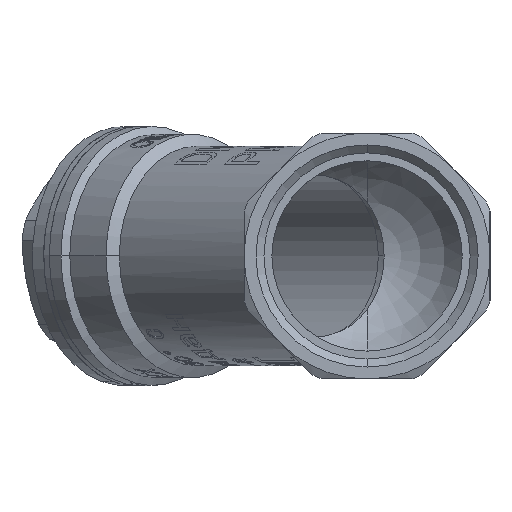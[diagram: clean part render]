
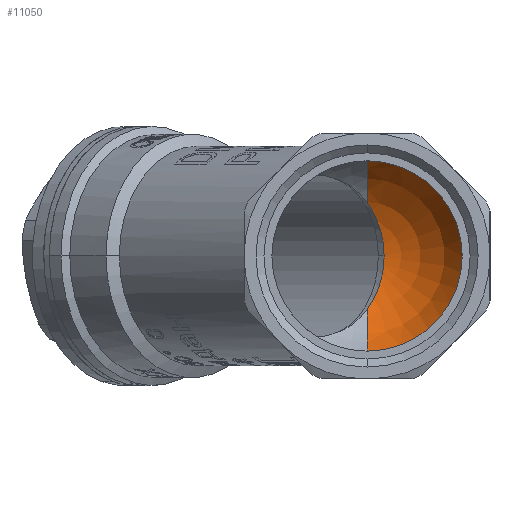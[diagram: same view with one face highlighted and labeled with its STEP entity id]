
A CAD part, left-side view. The second image highlights one B-rep face of the part: STEP entity #11050.
In plain terms, the highlighted toroidal (fillet/blend) face has major radius 0.293 mm and minor radius 20 mm.
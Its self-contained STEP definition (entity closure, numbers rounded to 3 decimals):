
#722 = CARTESIAN_POINT ( 'NONE',  ( -3.571, -1.755, 7.164 ) ) ;
#2110 = VERTEX_POINT ( 'NONE', #31213 ) ;
#2646 = EDGE_CURVE ( 'NONE', #17855, #22163, #26113, .T. ) ;
#3663 = TOROIDAL_SURFACE ( 'NONE', #26146, 0.293, 20. ) ;
#4940 = CARTESIAN_POINT ( 'NONE',  ( -4.907, 0., -10.17 ) ) ;
#5559 = CARTESIAN_POINT ( 'NONE',  ( -4.181, -0.948, 8.726 ) ) ;
#5867 = DIRECTION ( 'NONE',  ( -1., 0., 0. ) ) ;
#6459 = ORIENTED_EDGE ( 'NONE', *, *, #38637, .F. ) ;
#8358 = CARTESIAN_POINT ( 'NONE',  ( -22.298, 0., 0. ) ) ;
#8513 = CARTESIAN_POINT ( 'NONE',  ( -22.298, 0., -0.293 ) ) ;
#10408 = CARTESIAN_POINT ( 'NONE',  ( -4.713, -0.251, 9.829 ) ) ;
#11050 = ADVANCED_FACE ( 'NONE', ( #41225 ), #3663, .F. ) ;
#11724 = CIRCLE ( 'NONE', #58933, 18. ) ;
#12136 = CARTESIAN_POINT ( 'NONE',  ( -4.907, 0., 10.17 ) ) ;
#13303 = DIRECTION ( 'NONE',  ( 0., 0., 1. ) ) ;
#13398 = CARTESIAN_POINT ( 'NONE',  ( -22.298, 0., 0.293 ) ) ;
#14168 = VERTEX_POINT ( 'NONE', #50233 ) ;
#17855 = VERTEX_POINT ( 'NONE', #4940 ) ;
#18254 = DIRECTION ( 'NONE',  ( 0., 0., -1. ) ) ;
#19830 = CARTESIAN_POINT ( 'NONE',  ( -2.713, -2.937, 3.235 ) ) ;
#20242 = EDGE_LOOP ( 'NONE', ( #29241, #49145, #47174, #22712, #6459 ) ) ;
#22163 = VERTEX_POINT ( 'NONE', #30990 ) ;
#22712 = ORIENTED_EDGE ( 'NONE', *, *, #30727, .F. ) ;
#24640 = CARTESIAN_POINT ( 'NONE',  ( -2.926, -2.635, 4.584 ) ) ;
#26113 = B_SPLINE_CURVE_WITH_KNOTS ( 'NONE', 3,
 ( #48953, #48961, #49034, #48834, #48750, #48683, #48675, #48542, #48464, #48325, #48258, #48203, #48133, #48062 ),
 .UNSPECIFIED., .F., .F.,
 ( 4, 2, 2, 2, 2, 2, 4 ),
 ( 0.014, 0.016, 0.017, 0.02, 0.021, 0.023, 0.025 ),
 .UNSPECIFIED. ) ;
#26146 = AXIS2_PLACEMENT_3D ( 'NONE', #8358, #36822, #42425 ) ;
#29241 = ORIENTED_EDGE ( 'NONE', *, *, #2646, .F. ) ;
#29438 = CARTESIAN_POINT ( 'NONE',  ( -3.32, -2.093, 6.336 ) ) ;
#30727 = EDGE_CURVE ( 'NONE', #34916, #14168, #61567, .T. ) ;
#30990 = CARTESIAN_POINT ( 'NONE',  ( -2.514, -3.228, 0. ) ) ;
#31213 = CARTESIAN_POINT ( 'NONE',  ( -13., 0., -18. ) ) ;
#34029 = CARTESIAN_POINT ( 'NONE',  ( -2.514, -3.228, 0. ) ) ;
#34246 = CARTESIAN_POINT ( 'NONE',  ( -4.02, -1.16, 8.343 ) ) ;
#34553 = CARTESIAN_POINT ( 'NONE',  ( -13., 0., 0. ) ) ;
#34916 = VERTEX_POINT ( 'NONE', #12136 ) ;
#36822 = DIRECTION ( 'NONE',  ( -1., 0., 0. ) ) ;
#38623 = B_SPLINE_CURVE_WITH_KNOTS ( 'NONE', 3,
 ( #34029, #43662, #48449, #19830, #53227, #24640, #57987, #29438, #722, #34246, #5559, #39050, #10408, #43884 ),
 .UNSPECIFIED., .F., .F.,
 ( 4, 2, 2, 2, 2, 2, 4 ),
 ( 0.025, 0.028, 0.03, 0.031, 0.034, 0.035, 0.037 ),
 .UNSPECIFIED. ) ;
#38637 = EDGE_CURVE ( 'NONE', #22163, #34916, #38623, .T. ) ;
#39050 = CARTESIAN_POINT ( 'NONE',  ( -4.528, -0.492, 9.47 ) ) ;
#39343 = DIRECTION ( 'NONE',  ( 0., 0., 1. ) ) ;
#41225 = FACE_OUTER_BOUND ( 'NONE', #20242, .T. ) ;
#41964 = DIRECTION ( 'NONE',  ( 0., 1., 0. ) ) ;
#42425 = DIRECTION ( 'NONE',  ( 0., 0., 1. ) ) ;
#43662 = CARTESIAN_POINT ( 'NONE',  ( -2.514, -3.228, 0.941 ) ) ;
#43884 = CARTESIAN_POINT ( 'NONE',  ( -4.907, 0., 10.17 ) ) ;
#46529 = AXIS2_PLACEMENT_3D ( 'NONE', #8513, #41964, #13303 ) ;
#46896 = DIRECTION ( 'NONE',  ( 0., -1., 0. ) ) ;
#47174 = ORIENTED_EDGE ( 'NONE', *, *, #60140, .T. ) ;
#48062 = CARTESIAN_POINT ( 'NONE',  ( -2.514, -3.228, 0. ) ) ;
#48133 = CARTESIAN_POINT ( 'NONE',  ( -2.514, -3.228, -0.942 ) ) ;
#48203 = CARTESIAN_POINT ( 'NONE',  ( -2.563, -3.152, -1.868 ) ) ;
#48258 = CARTESIAN_POINT ( 'NONE',  ( -2.713, -2.937, -3.235 ) ) ;
#48325 = CARTESIAN_POINT ( 'NONE',  ( -2.775, -2.848, -3.687 ) ) ;
#48449 = CARTESIAN_POINT ( 'NONE',  ( -2.563, -3.152, 1.868 ) ) ;
#48464 = CARTESIAN_POINT ( 'NONE',  ( -2.926, -2.635, -4.584 ) ) ;
#48542 = CARTESIAN_POINT ( 'NONE',  ( -3.016, -2.511, -5.031 ) ) ;
#48675 = CARTESIAN_POINT ( 'NONE',  ( -3.32, -2.093, -6.337 ) ) ;
#48683 = CARTESIAN_POINT ( 'NONE',  ( -3.572, -1.755, -7.165 ) ) ;
#48750 = CARTESIAN_POINT ( 'NONE',  ( -4.019, -1.161, -8.343 ) ) ;
#48834 = CARTESIAN_POINT ( 'NONE',  ( -4.181, -0.948, -8.726 ) ) ;
#48953 = CARTESIAN_POINT ( 'NONE',  ( -4.907, 0., -10.17 ) ) ;
#48961 = CARTESIAN_POINT ( 'NONE',  ( -4.713, -0.252, -9.829 ) ) ;
#49034 = CARTESIAN_POINT ( 'NONE',  ( -4.528, -0.493, -9.469 ) ) ;
#49145 = ORIENTED_EDGE ( 'NONE', *, *, #51943, .T. ) ;
#50233 = CARTESIAN_POINT ( 'NONE',  ( -13., 0., 18. ) ) ;
#51943 = EDGE_CURVE ( 'NONE', #17855, #2110, #59034, .T. ) ;
#53227 = CARTESIAN_POINT ( 'NONE',  ( -2.775, -2.848, 3.687 ) ) ;
#57987 = CARTESIAN_POINT ( 'NONE',  ( -3.016, -2.511, 5.031 ) ) ;
#58831 = AXIS2_PLACEMENT_3D ( 'NONE', #13398, #46896, #18254 ) ;
#58933 = AXIS2_PLACEMENT_3D ( 'NONE', #34553, #5867, #39343 ) ;
#59034 = CIRCLE ( 'NONE', #46529, 20. ) ;
#60140 = EDGE_CURVE ( 'NONE', #2110, #14168, #11724, .T. ) ;
#61567 = CIRCLE ( 'NONE', #58831, 20. ) ;
